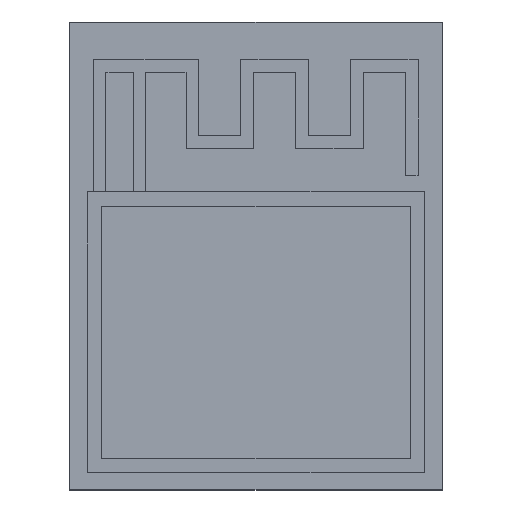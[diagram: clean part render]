
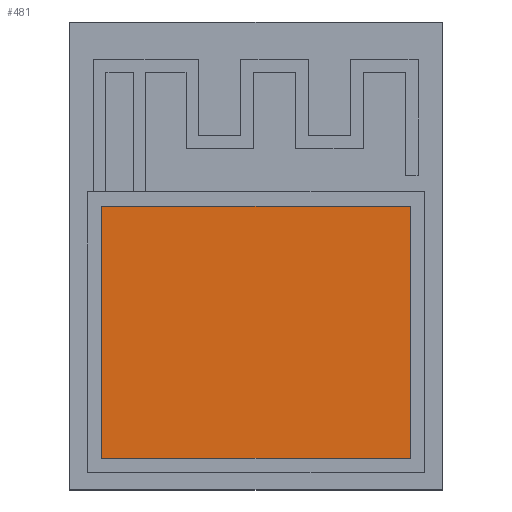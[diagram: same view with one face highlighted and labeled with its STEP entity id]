
A CAD part, top view. The second image highlights one B-rep face of the part: STEP entity #481.
In plain terms, the highlighted planar face has unit normal (0, 0, 1).
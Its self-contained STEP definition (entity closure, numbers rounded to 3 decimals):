
#352 = VERTEX_POINT('',#353);
#353 = CARTESIAN_POINT('',(1.125,1.12,2.41));
#368 = VERTEX_POINT('',#369);
#369 = CARTESIAN_POINT('',(1.125,10.07,2.41));
#375 = EDGE_CURVE('',#352,#368,#376,.T.);
#376 = LINE('',#377,#378);
#377 = CARTESIAN_POINT('',(1.125,1.12,2.41));
#378 = VECTOR('',#379,1.);
#379 = DIRECTION('',(0.,1.,0.));
#392 = VERTEX_POINT('',#393);
#393 = CARTESIAN_POINT('',(12.075,1.12,2.41));
#408 = VERTEX_POINT('',#409);
#409 = CARTESIAN_POINT('',(12.075,10.07,2.41));
#415 = EDGE_CURVE('',#392,#408,#416,.T.);
#416 = LINE('',#417,#418);
#417 = CARTESIAN_POINT('',(12.075,1.12,2.41));
#418 = VECTOR('',#419,1.);
#419 = DIRECTION('',(0.,1.,0.));
#436 = EDGE_CURVE('',#352,#392,#437,.T.);
#437 = LINE('',#438,#439);
#438 = CARTESIAN_POINT('',(1.125,1.12,2.41));
#439 = VECTOR('',#440,1.);
#440 = DIRECTION('',(1.,0.,0.));
#458 = EDGE_CURVE('',#368,#408,#459,.T.);
#459 = LINE('',#460,#461);
#460 = CARTESIAN_POINT('',(1.125,10.07,2.41));
#461 = VECTOR('',#462,1.);
#462 = DIRECTION('',(1.,0.,0.));
#481 = ADVANCED_FACE('',(#482),#488,.T.);
#482 = FACE_BOUND('',#483,.T.);
#483 = EDGE_LOOP('',(#484,#485,#486,#487));
#484 = ORIENTED_EDGE('',*,*,#375,.F.);
#485 = ORIENTED_EDGE('',*,*,#436,.T.);
#486 = ORIENTED_EDGE('',*,*,#415,.T.);
#487 = ORIENTED_EDGE('',*,*,#458,.F.);
#488 = PLANE('',#489);
#489 = AXIS2_PLACEMENT_3D('',#490,#491,#492);
#490 = CARTESIAN_POINT('',(1.125,1.12,2.41));
#491 = DIRECTION('',(0.,0.,1.));
#492 = DIRECTION('',(1.,0.,0.));
